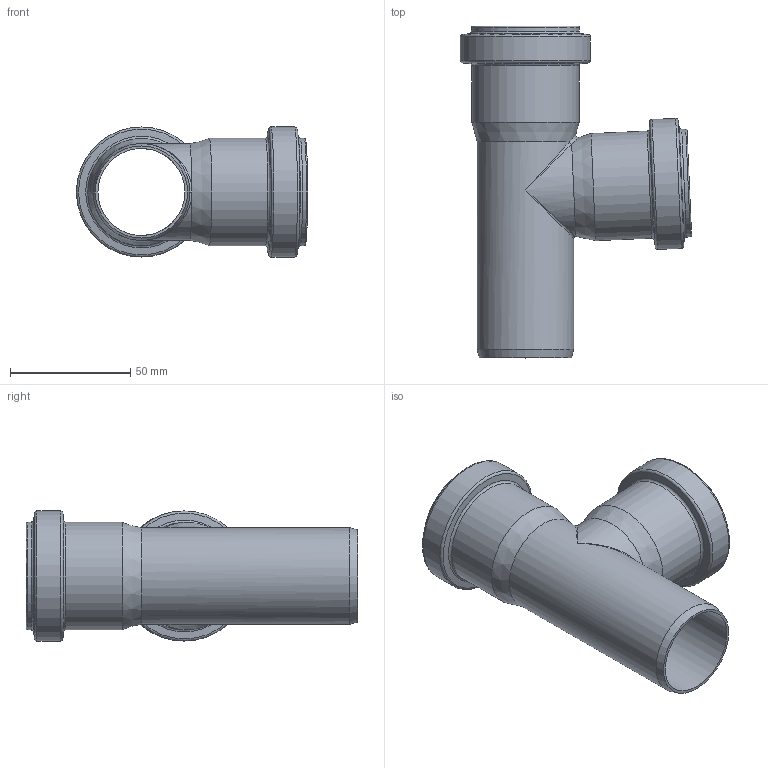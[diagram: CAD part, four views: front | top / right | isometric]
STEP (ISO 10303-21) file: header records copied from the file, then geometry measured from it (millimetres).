
FILE_DESCRIPTION(/* description */ (''),/* implementation_level */ '2;1');
FILE_NAME(/* name */ '171400 HTsafeEA DN_OD 40_40_87°.stp',/* time_stamp */ '2017-03-13T08:59:30+01:00',/* author */ ('user1'),/* organization */ (''),/* preprocessor_version */ 'ST-DEVELOPER v16.1',/* originating_system */ 'Autodesk Inventor 2016',/* authorisation */ '');
FILE_SCHEMA (('AUTOMOTIVE_DESIGN { 1 0 10303 214 3 1 1 }'));
Length unit declared in the file: millimetre
Products named in the file (1): 171400 HTsafeEA DN_OD 40_40_87°
Bounding box: 96.14 x 138 x 54.1 mm (x, y, z)
Volume: 50692 mm3; surface area: 52217.9 mm2
Topology: 1 solids, 1 shells, 61 faces, 134 edges, 72 vertices
Faces by surface type: torus 20, cylinder 19, cone 13, plane 5, bspline 4
Full cylindrical faces by diameter (mm): 36.2 x2, 40.2 x1, 40.8 x2, 41.1 x4, 44.6 x2, 44.9 x2, 50.3 x2, 54.1 x2
Entity records: 1572 total; most frequent: CARTESIAN_POINT 456, DIRECTION 246, ORIENTED_EDGE 148, AXIS2_PLACEMENT_3D 123, EDGE_LOOP 117, EDGE_CURVE 74, VERTEX_POINT 67, FACE_OUTER_BOUND 61
